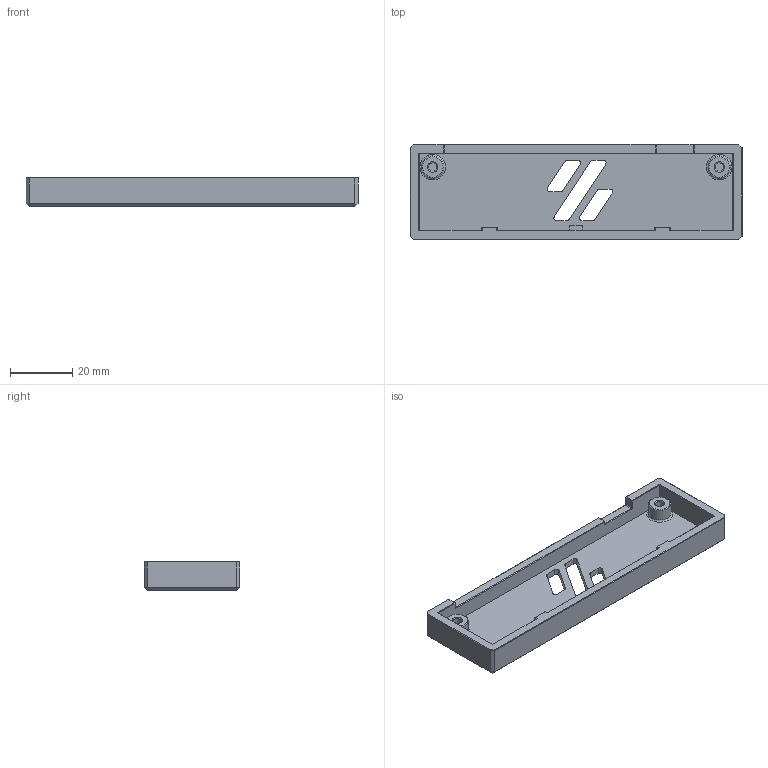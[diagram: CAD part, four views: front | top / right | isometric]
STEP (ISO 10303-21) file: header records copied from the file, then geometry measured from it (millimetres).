
FILE_DESCRIPTION(/* description */ (''),/* implementation_level */ '2;1');
FILE_NAME(/* name */ 'STM32_Klipper_Expander No Holes v2.step',/* time_stamp */ '2022-04-04T17:31:22-04:00',/* author */ (''),/* organization */ (''),/* preprocessor_version */ 'ST-DEVELOPER v18.1',/* originating_system */ 'Autodesk Translation Framework v10.14.0.1471',/* authorisation */ '');
FILE_SCHEMA (('AUTOMOTIVE_DESIGN { 1 0 10303 214 3 1 1 }'));
Length unit declared in the file: millimetre
Products named in the file (1): STM32_Klipper_Expander No Holes
Bounding box: 106.6 x 30.6 x 9.5 mm (x, y, z)
Volume: 11669.9 mm3; surface area: 10553.8 mm2
Topology: 1 solids, 1 shells, 130 faces, 302 edges, 178 vertices
Faces by surface type: plane 108, cylinder 16, torus 6
Full cylindrical faces by diameter (mm): 2.75 x2, 7.2 x2
Entity records: 3619 total; most frequent: DIRECTION 612, CARTESIAN_POINT 611, ORIENTED_EDGE 604, EDGE_CURVE 302, LINE 254, VECTOR 254, AXIS2_PLACEMENT_3D 179, VERTEX_POINT 178
